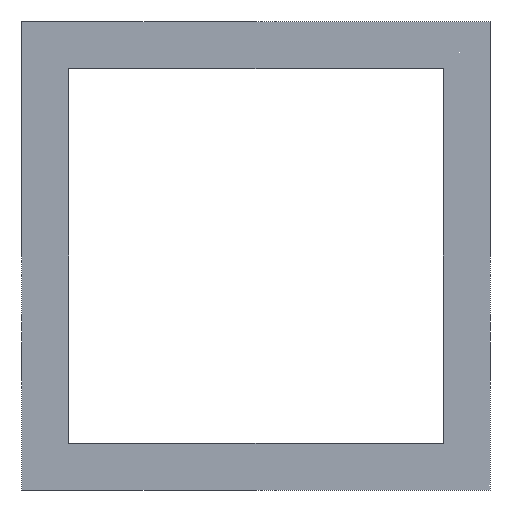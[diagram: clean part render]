
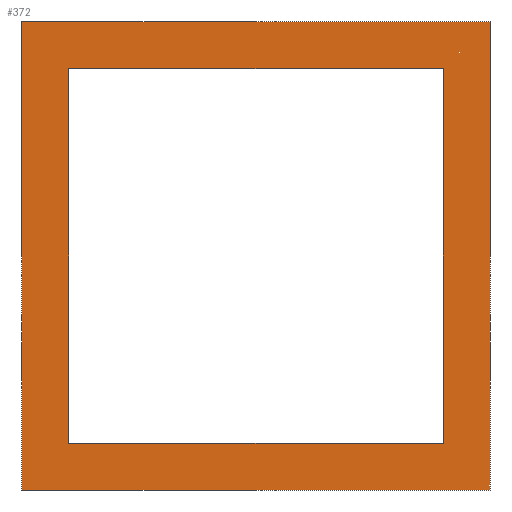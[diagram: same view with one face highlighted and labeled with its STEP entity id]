
A CAD part, front view. The second image highlights one B-rep face of the part: STEP entity #372.
In plain terms, the highlighted planar face has unit normal (0, -1, 0).
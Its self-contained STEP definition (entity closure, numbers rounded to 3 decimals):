
#10 = EDGE_CURVE ( 'NONE', #349, #533, #584, .T. ) ;
#12 = ORIENTED_EDGE ( 'NONE', *, *, #750, .F. ) ;
#22 = VERTEX_POINT ( 'NONE', #870 ) ;
#32 = FACE_OUTER_BOUND ( 'NONE', #397, .T. ) ;
#41 = DIRECTION ( 'NONE',  ( 0., 0., -1. ) ) ;
#53 = VECTOR ( 'NONE', #41, 1000. ) ;
#59 = VERTEX_POINT ( 'NONE', #727 ) ;
#65 = ORIENTED_EDGE ( 'NONE', *, *, #730, .T. ) ;
#107 = CARTESIAN_POINT ( 'NONE',  ( 2.5, 0., 0. ) ) ;
#108 = EDGE_CURVE ( 'NONE', #228, #811, #520, .T. ) ;
#132 = DIRECTION ( 'NONE',  ( 0., 0., -1. ) ) ;
#146 = VERTEX_POINT ( 'NONE', #575 ) ;
#149 = LINE ( 'NONE', #658, #500 ) ;
#164 = DIRECTION ( 'NONE',  ( 0., -1., 0. ) ) ;
#195 = PLANE ( 'NONE',  #269 ) ;
#206 = EDGE_CURVE ( 'NONE', #22, #146, #794, .T. ) ;
#228 = VERTEX_POINT ( 'NONE', #740 ) ;
#234 = DIRECTION ( 'NONE',  ( 0., 0., 1. ) ) ;
#269 = AXIS2_PLACEMENT_3D ( 'NONE', #769, #164, #281 ) ;
#279 = DIRECTION ( 'NONE',  ( 1., 0., 0. ) ) ;
#281 = DIRECTION ( 'NONE',  ( 0., 0., -1. ) ) ;
#296 = EDGE_LOOP ( 'NONE', ( #65, #377, #855, #692 ) ) ;
#305 = CARTESIAN_POINT ( 'NONE',  ( 0., 0., 0. ) ) ;
#324 = DIRECTION ( 'NONE',  ( -1., 0., 0. ) ) ;
#349 = VERTEX_POINT ( 'NONE', #678 ) ;
#364 = DIRECTION ( 'NONE',  ( 1., 0., 0. ) ) ;
#372 = ADVANCED_FACE ( 'NONE', ( #32, #384 ), #195, .T. ) ;
#377 = ORIENTED_EDGE ( 'NONE', *, *, #108, .T. ) ;
#383 = DIRECTION ( 'NONE',  ( 0., 0., 1. ) ) ;
#384 = FACE_BOUND ( 'NONE', #296, .T. ) ;
#391 = CARTESIAN_POINT ( 'NONE',  ( 25., 0., 0. ) ) ;
#392 = VECTOR ( 'NONE', #364, 1000. ) ;
#394 = CARTESIAN_POINT ( 'NONE',  ( 2.5, 0., -2.5 ) ) ;
#396 = VECTOR ( 'NONE', #279, 1000. ) ;
#397 = EDGE_LOOP ( 'NONE', ( #414, #897, #12, #640 ) ) ;
#414 = ORIENTED_EDGE ( 'NONE', *, *, #689, .F. ) ;
#418 = VECTOR ( 'NONE', #324, 1000. ) ;
#476 = EDGE_CURVE ( 'NONE', #722, #59, #149, .T. ) ;
#478 = LINE ( 'NONE', #848, #392 ) ;
#500 = VECTOR ( 'NONE', #791, 1000. ) ;
#520 = LINE ( 'NONE', #107, #701 ) ;
#533 = VERTEX_POINT ( 'NONE', #576 ) ;
#549 = EDGE_CURVE ( 'NONE', #811, #22, #478, .T. ) ;
#575 = CARTESIAN_POINT ( 'NONE',  ( 22.5, 0., -22.5 ) ) ;
#576 = CARTESIAN_POINT ( 'NONE',  ( 25., 0., 0. ) ) ;
#579 = LINE ( 'NONE', #305, #717 ) ;
#584 = LINE ( 'NONE', #777, #396 ) ;
#597 = CARTESIAN_POINT ( 'NONE',  ( 25., 0., -25. ) ) ;
#608 = LINE ( 'NONE', #869, #418 ) ;
#614 = VECTOR ( 'NONE', #132, 1000. ) ;
#640 = ORIENTED_EDGE ( 'NONE', *, *, #10, .F. ) ;
#658 = CARTESIAN_POINT ( 'NONE',  ( 0., 0., -25. ) ) ;
#678 = CARTESIAN_POINT ( 'NONE',  ( 0., 0., 0. ) ) ;
#689 = EDGE_CURVE ( 'NONE', #59, #349, #579, .T. ) ;
#692 = ORIENTED_EDGE ( 'NONE', *, *, #206, .T. ) ;
#701 = VECTOR ( 'NONE', #383, 1000. ) ;
#717 = VECTOR ( 'NONE', #234, 1000. ) ;
#722 = VERTEX_POINT ( 'NONE', #597 ) ;
#727 = CARTESIAN_POINT ( 'NONE',  ( 0., 0., -25. ) ) ;
#730 = EDGE_CURVE ( 'NONE', #146, #228, #608, .T. ) ;
#740 = CARTESIAN_POINT ( 'NONE',  ( 2.5, 0., -22.5 ) ) ;
#750 = EDGE_CURVE ( 'NONE', #533, #722, #813, .T. ) ;
#769 = CARTESIAN_POINT ( 'NONE',  ( 0., 0., 0. ) ) ;
#777 = CARTESIAN_POINT ( 'NONE',  ( 0., 0., 0. ) ) ;
#791 = DIRECTION ( 'NONE',  ( -1., 0., 0. ) ) ;
#794 = LINE ( 'NONE', #893, #614 ) ;
#811 = VERTEX_POINT ( 'NONE', #394 ) ;
#813 = LINE ( 'NONE', #391, #53 ) ;
#848 = CARTESIAN_POINT ( 'NONE',  ( 0., 0., -2.5 ) ) ;
#855 = ORIENTED_EDGE ( 'NONE', *, *, #549, .T. ) ;
#869 = CARTESIAN_POINT ( 'NONE',  ( 0., 0., -22.5 ) ) ;
#870 = CARTESIAN_POINT ( 'NONE',  ( 22.5, 0., -2.5 ) ) ;
#893 = CARTESIAN_POINT ( 'NONE',  ( 22.5, 0., 0. ) ) ;
#897 = ORIENTED_EDGE ( 'NONE', *, *, #476, .F. ) ;
